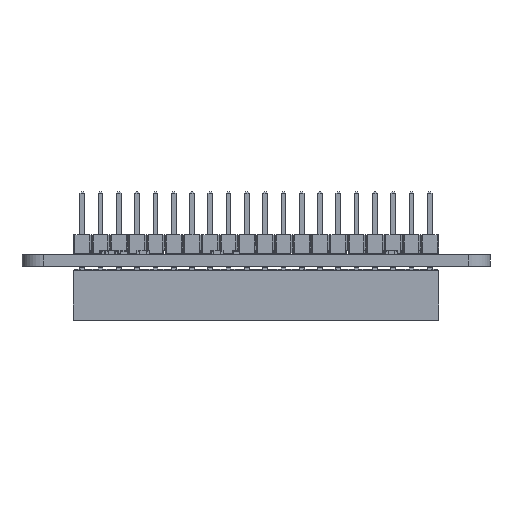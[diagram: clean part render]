
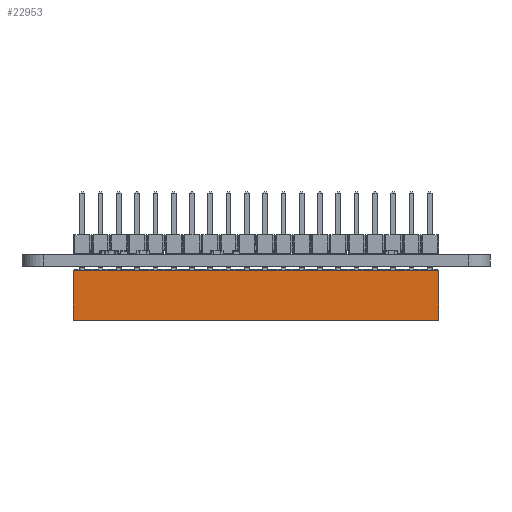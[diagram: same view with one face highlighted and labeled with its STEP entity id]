
A CAD part, front view. The second image highlights one B-rep face of the part: STEP entity #22953.
In plain terms, the highlighted face is planar.
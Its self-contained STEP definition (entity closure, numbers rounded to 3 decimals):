
#1325=PLANE('',#24386);
#2416=FACE_OUTER_BOUND('',#3828,.T.);
#3828=EDGE_LOOP('',(#19080,#19081,#19082,#19083));
#5600=LINE('',#33702,#8470);
#5710=LINE('',#33923,#8580);
#6362=LINE('',#35226,#9232);
#6364=LINE('',#35229,#9234);
#8470=VECTOR('',#27566,1000.);
#8580=VECTOR('',#27690,1000.);
#9232=VECTOR('',#28664,1000.);
#9234=VECTOR('',#28668,1000.);
#11270=VERTEX_POINT('',#33700);
#11271=VERTEX_POINT('',#33701);
#11374=VERTEX_POINT('',#33921);
#11375=VERTEX_POINT('',#33922);
#13693=EDGE_CURVE('',#11270,#11271,#5600,.T.);
#13803=EDGE_CURVE('',#11374,#11375,#5710,.T.);
#14455=EDGE_CURVE('',#11271,#11374,#6362,.T.);
#14457=EDGE_CURVE('',#11375,#11270,#6364,.T.);
#19080=ORIENTED_EDGE('',*,*,#14455,.T.);
#19081=ORIENTED_EDGE('',*,*,#13803,.T.);
#19082=ORIENTED_EDGE('',*,*,#14457,.T.);
#19083=ORIENTED_EDGE('',*,*,#13693,.T.);
#22953=ADVANCED_FACE('',(#2416),#1325,.T.);
#24386=AXIS2_PLACEMENT_3D('',#35232,#28672,#28673);
#27566=DIRECTION('',(-1.,0.,0.));
#27690=DIRECTION('',(1.,0.,0.));
#28664=DIRECTION('',(0.,0.,1.));
#28668=DIRECTION('',(0.,0.,-1.));
#28672=DIRECTION('center_axis',(0.,1.,0.));
#28673=DIRECTION('ref_axis',(0.,0.,1.));
#33700=CARTESIAN_POINT('',(25.4,2.5,-3.47));
#33701=CARTESIAN_POINT('',(-25.4,2.5,-3.47));
#33702=CARTESIAN_POINT('',(25.4,2.5,-3.47));
#33921=CARTESIAN_POINT('',(-25.4,2.5,3.47));
#33922=CARTESIAN_POINT('',(25.4,2.5,3.47));
#33923=CARTESIAN_POINT('',(-25.4,2.5,3.47));
#35226=CARTESIAN_POINT('',(-25.4,2.5,-3.47));
#35229=CARTESIAN_POINT('',(25.4,2.5,3.47));
#35232=CARTESIAN_POINT('Origin',(0.,2.5,0.));
